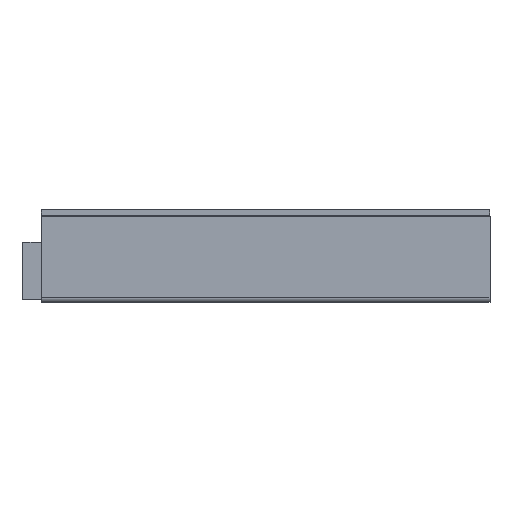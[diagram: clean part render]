
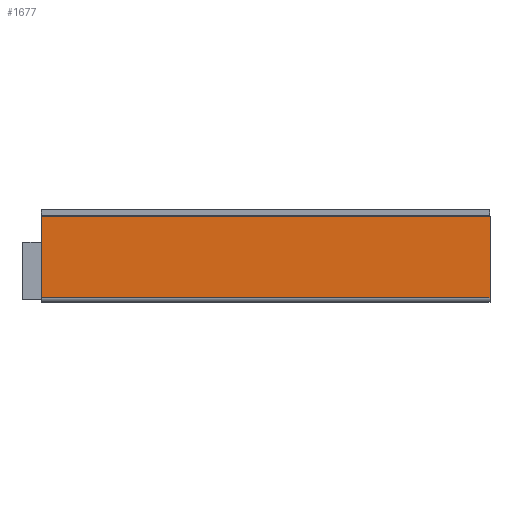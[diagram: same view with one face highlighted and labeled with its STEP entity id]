
A CAD part, top view. The second image highlights one B-rep face of the part: STEP entity #1677.
In plain terms, the highlighted planar face has unit normal (0, 0, 1).
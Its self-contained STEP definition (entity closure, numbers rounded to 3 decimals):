
#180 = DIRECTION ( 'NONE',  ( 1., 0., 0. ) ) ;
#196 = VERTEX_POINT ( 'NONE', #1208 ) ;
#237 = EDGE_CURVE ( 'NONE', #1303, #1840, #569, .T. ) ;
#250 = VECTOR ( 'NONE', #180, 1000. ) ;
#263 = EDGE_CURVE ( 'NONE', #196, #1992, #1718, .T. ) ;
#321 = VECTOR ( 'NONE', #1093, 1000. ) ;
#569 = LINE ( 'NONE', #1825, #956 ) ;
#572 = DIRECTION ( 'NONE',  ( 0., -1., 0. ) ) ;
#648 = CARTESIAN_POINT ( 'NONE',  ( -2., 13.4, 0. ) ) ;
#735 = EDGE_LOOP ( 'NONE', ( #1618, #894, #1756, #1996 ) ) ;
#783 = CARTESIAN_POINT ( 'NONE',  ( -2., 0.7, 0. ) ) ;
#805 = DIRECTION ( 'NONE',  ( -1., 0., 0. ) ) ;
#810 = LINE ( 'NONE', #648, #1189 ) ;
#874 = DIRECTION ( 'NONE',  ( 0., 0., -1. ) ) ;
#894 = ORIENTED_EDGE ( 'NONE', *, *, #263, .T. ) ;
#956 = VECTOR ( 'NONE', #572, 1000. ) ;
#1093 = DIRECTION ( 'NONE',  ( 0., 1., 0. ) ) ;
#1138 = LINE ( 'NONE', #783, #250 ) ;
#1139 = EDGE_CURVE ( 'NONE', #1840, #196, #1138, .T. ) ;
#1189 = VECTOR ( 'NONE', #805, 1000. ) ;
#1191 = PLANE ( 'NONE',  #1800 ) ;
#1208 = CARTESIAN_POINT ( 'NONE',  ( 68.3, 0.7, 0. ) ) ;
#1232 = CARTESIAN_POINT ( 'NONE',  ( -2., 0.7, 0. ) ) ;
#1244 = CARTESIAN_POINT ( 'NONE',  ( 68.3, 0., 0. ) ) ;
#1250 = EDGE_CURVE ( 'NONE', #1992, #1303, #810, .T. ) ;
#1303 = VERTEX_POINT ( 'NONE', #1644 ) ;
#1592 = CARTESIAN_POINT ( 'NONE',  ( 68.3, 13.4, 0. ) ) ;
#1618 = ORIENTED_EDGE ( 'NONE', *, *, #1139, .T. ) ;
#1644 = CARTESIAN_POINT ( 'NONE',  ( -2., 13.4, 0. ) ) ;
#1677 = ADVANCED_FACE ( 'NONE', ( #1836 ), #1191, .F. ) ;
#1718 = LINE ( 'NONE', #1244, #321 ) ;
#1756 = ORIENTED_EDGE ( 'NONE', *, *, #1250, .T. ) ;
#1800 = AXIS2_PLACEMENT_3D ( 'NONE', #1831, #874, #1856 ) ;
#1825 = CARTESIAN_POINT ( 'NONE',  ( -2., 0., 0. ) ) ;
#1831 = CARTESIAN_POINT ( 'NONE',  ( 0., 0., 0. ) ) ;
#1836 = FACE_OUTER_BOUND ( 'NONE', #735, .T. ) ;
#1840 = VERTEX_POINT ( 'NONE', #1232 ) ;
#1856 = DIRECTION ( 'NONE',  ( -1., 0., 0. ) ) ;
#1992 = VERTEX_POINT ( 'NONE', #1592 ) ;
#1996 = ORIENTED_EDGE ( 'NONE', *, *, #237, .T. ) ;
